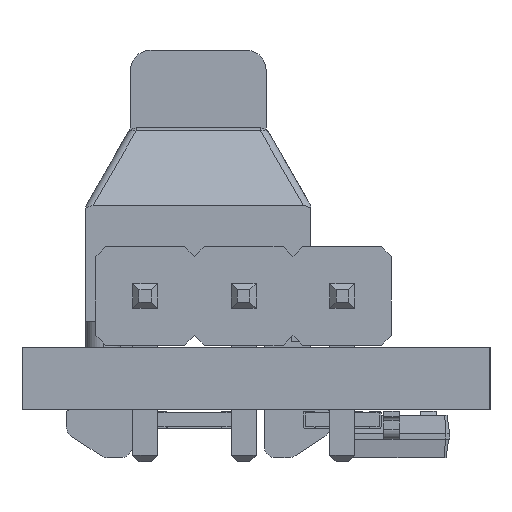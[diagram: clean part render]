
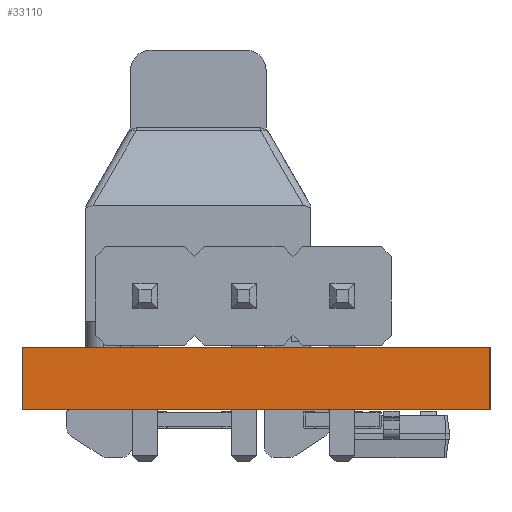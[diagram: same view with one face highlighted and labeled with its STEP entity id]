
A CAD part, left-side view. The second image highlights one B-rep face of the part: STEP entity #33110.
In plain terms, the highlighted planar face has unit normal (-1, 0, 0).
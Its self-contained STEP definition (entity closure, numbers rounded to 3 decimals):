
#32929 = PLANE('',#32930);
#32930 = AXIS2_PLACEMENT_3D('',#32931,#32932,#32933);
#32931 = CARTESIAN_POINT('',(6.033,6.033,0.));
#32932 = DIRECTION('',(0.,-1.,0.));
#32933 = DIRECTION('',(-1.,0.,0.));
#32954 = VERTEX_POINT('',#32955);
#32955 = CARTESIAN_POINT('',(-7.938,6.033,1.6));
#32969 = PLANE('',#32970);
#32970 = AXIS2_PLACEMENT_3D('',#32971,#32972,#32973);
#32971 = CARTESIAN_POINT('',(-0.175,-0.137,1.6));
#32972 = DIRECTION('',(0.,0.,1.));
#32973 = DIRECTION('',(1.,0.,0.));
#32981 = EDGE_CURVE('',#32982,#32954,#32984,.T.);
#32982 = VERTEX_POINT('',#32983);
#32983 = CARTESIAN_POINT('',(-7.938,6.033,0.));
#32984 = SURFACE_CURVE('',#32985,(#32989,#32996),.PCURVE_S1.);
#32985 = LINE('',#32986,#32987);
#32986 = CARTESIAN_POINT('',(-7.938,6.033,0.));
#32987 = VECTOR('',#32988,1.);
#32988 = DIRECTION('',(0.,0.,1.));
#32989 = PCURVE('',#32929,#32990);
#32990 = DEFINITIONAL_REPRESENTATION('',(#32991),#32995);
#32991 = LINE('',#32992,#32993);
#32992 = CARTESIAN_POINT('',(13.97,0.));
#32993 = VECTOR('',#32994,1.);
#32994 = DIRECTION('',(0.,-1.));
#32995 = ( GEOMETRIC_REPRESENTATION_CONTEXT(2) 
PARAMETRIC_REPRESENTATION_CONTEXT() REPRESENTATION_CONTEXT('2D SPACE',''
  ) );
#32996 = PCURVE('',#32997,#33002);
#32997 = PLANE('',#32998);
#32998 = AXIS2_PLACEMENT_3D('',#32999,#33000,#33001);
#32999 = CARTESIAN_POINT('',(-7.938,6.033,0.));
#33000 = DIRECTION('',(1.,0.,0.));
#33001 = DIRECTION('',(0.,-1.,0.));
#33002 = DEFINITIONAL_REPRESENTATION('',(#33003),#33007);
#33003 = LINE('',#33004,#33005);
#33004 = CARTESIAN_POINT('',(0.,0.));
#33005 = VECTOR('',#33006,1.);
#33006 = DIRECTION('',(0.,-1.));
#33007 = ( GEOMETRIC_REPRESENTATION_CONTEXT(2) 
PARAMETRIC_REPRESENTATION_CONTEXT() REPRESENTATION_CONTEXT('2D SPACE',''
  ) );
#33023 = PLANE('',#33024);
#33024 = AXIS2_PLACEMENT_3D('',#33025,#33026,#33027);
#33025 = CARTESIAN_POINT('',(-0.175,-0.137,0.));
#33026 = DIRECTION('',(0.,0.,1.));
#33027 = DIRECTION('',(1.,0.,0.));
#33110 = ADVANCED_FACE('',(#33111),#32997,.F.);
#33111 = FACE_BOUND('',#33112,.F.);
#33112 = EDGE_LOOP('',(#33113,#33114,#33137,#33165));
#33113 = ORIENTED_EDGE('',*,*,#32981,.T.);
#33114 = ORIENTED_EDGE('',*,*,#33115,.T.);
#33115 = EDGE_CURVE('',#32954,#33116,#33118,.T.);
#33116 = VERTEX_POINT('',#33117);
#33117 = CARTESIAN_POINT('',(-7.938,-6.033,1.6));
#33118 = SURFACE_CURVE('',#33119,(#33123,#33130),.PCURVE_S1.);
#33119 = LINE('',#33120,#33121);
#33120 = CARTESIAN_POINT('',(-7.938,6.033,1.6));
#33121 = VECTOR('',#33122,1.);
#33122 = DIRECTION('',(0.,-1.,0.));
#33123 = PCURVE('',#32997,#33124);
#33124 = DEFINITIONAL_REPRESENTATION('',(#33125),#33129);
#33125 = LINE('',#33126,#33127);
#33126 = CARTESIAN_POINT('',(0.,-1.6));
#33127 = VECTOR('',#33128,1.);
#33128 = DIRECTION('',(1.,0.));
#33129 = ( GEOMETRIC_REPRESENTATION_CONTEXT(2) 
PARAMETRIC_REPRESENTATION_CONTEXT() REPRESENTATION_CONTEXT('2D SPACE',''
  ) );
#33130 = PCURVE('',#32969,#33131);
#33131 = DEFINITIONAL_REPRESENTATION('',(#33132),#33136);
#33132 = LINE('',#33133,#33134);
#33133 = CARTESIAN_POINT('',(-7.762,6.169));
#33134 = VECTOR('',#33135,1.);
#33135 = DIRECTION('',(0.,-1.));
#33136 = ( GEOMETRIC_REPRESENTATION_CONTEXT(2) 
PARAMETRIC_REPRESENTATION_CONTEXT() REPRESENTATION_CONTEXT('2D SPACE',''
  ) );
#33137 = ORIENTED_EDGE('',*,*,#33138,.F.);
#33138 = EDGE_CURVE('',#33139,#33116,#33141,.T.);
#33139 = VERTEX_POINT('',#33140);
#33140 = CARTESIAN_POINT('',(-7.938,-6.033,0.));
#33141 = SURFACE_CURVE('',#33142,(#33146,#33153),.PCURVE_S1.);
#33142 = LINE('',#33143,#33144);
#33143 = CARTESIAN_POINT('',(-7.938,-6.033,0.));
#33144 = VECTOR('',#33145,1.);
#33145 = DIRECTION('',(0.,0.,1.));
#33146 = PCURVE('',#32997,#33147);
#33147 = DEFINITIONAL_REPRESENTATION('',(#33148),#33152);
#33148 = LINE('',#33149,#33150);
#33149 = CARTESIAN_POINT('',(12.065,0.));
#33150 = VECTOR('',#33151,1.);
#33151 = DIRECTION('',(0.,-1.));
#33152 = ( GEOMETRIC_REPRESENTATION_CONTEXT(2) 
PARAMETRIC_REPRESENTATION_CONTEXT() REPRESENTATION_CONTEXT('2D SPACE',''
  ) );
#33153 = PCURVE('',#33154,#33159);
#33154 = PLANE('',#33155);
#33155 = AXIS2_PLACEMENT_3D('',#33156,#33157,#33158);
#33156 = CARTESIAN_POINT('',(-7.938,-6.033,0.));
#33157 = DIRECTION('',(0.,1.,0.));
#33158 = DIRECTION('',(1.,0.,0.));
#33159 = DEFINITIONAL_REPRESENTATION('',(#33160),#33164);
#33160 = LINE('',#33161,#33162);
#33161 = CARTESIAN_POINT('',(0.,0.));
#33162 = VECTOR('',#33163,1.);
#33163 = DIRECTION('',(0.,-1.));
#33164 = ( GEOMETRIC_REPRESENTATION_CONTEXT(2) 
PARAMETRIC_REPRESENTATION_CONTEXT() REPRESENTATION_CONTEXT('2D SPACE',''
  ) );
#33165 = ORIENTED_EDGE('',*,*,#33166,.F.);
#33166 = EDGE_CURVE('',#32982,#33139,#33167,.T.);
#33167 = SURFACE_CURVE('',#33168,(#33172,#33179),.PCURVE_S1.);
#33168 = LINE('',#33169,#33170);
#33169 = CARTESIAN_POINT('',(-7.938,6.033,0.));
#33170 = VECTOR('',#33171,1.);
#33171 = DIRECTION('',(0.,-1.,0.));
#33172 = PCURVE('',#32997,#33173);
#33173 = DEFINITIONAL_REPRESENTATION('',(#33174),#33178);
#33174 = LINE('',#33175,#33176);
#33175 = CARTESIAN_POINT('',(0.,0.));
#33176 = VECTOR('',#33177,1.);
#33177 = DIRECTION('',(1.,0.));
#33178 = ( GEOMETRIC_REPRESENTATION_CONTEXT(2) 
PARAMETRIC_REPRESENTATION_CONTEXT() REPRESENTATION_CONTEXT('2D SPACE',''
  ) );
#33179 = PCURVE('',#33023,#33180);
#33180 = DEFINITIONAL_REPRESENTATION('',(#33181),#33185);
#33181 = LINE('',#33182,#33183);
#33182 = CARTESIAN_POINT('',(-7.762,6.169));
#33183 = VECTOR('',#33184,1.);
#33184 = DIRECTION('',(0.,-1.));
#33185 = ( GEOMETRIC_REPRESENTATION_CONTEXT(2) 
PARAMETRIC_REPRESENTATION_CONTEXT() REPRESENTATION_CONTEXT('2D SPACE',''
  ) );
